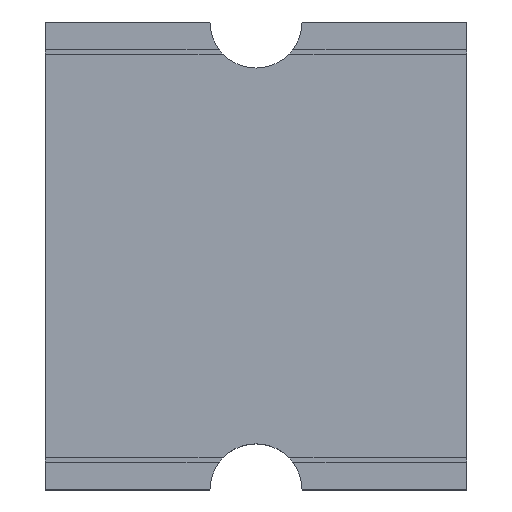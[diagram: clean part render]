
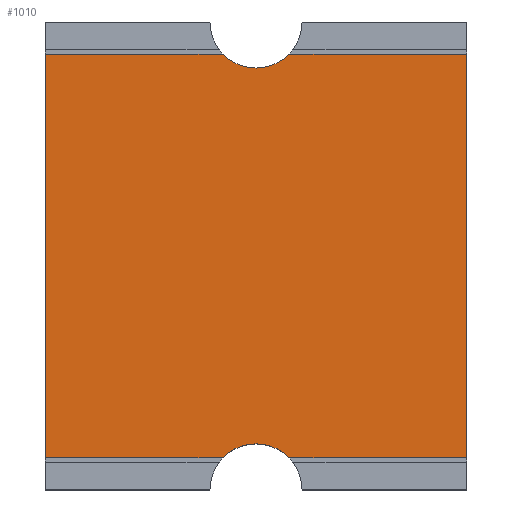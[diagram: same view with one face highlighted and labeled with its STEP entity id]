
A CAD part, top view. The second image highlights one B-rep face of the part: STEP entity #1010.
In plain terms, the highlighted planar face has unit normal (0, 0, 1).
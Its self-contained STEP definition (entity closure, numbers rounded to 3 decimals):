
#371 = VERTEX_POINT('',#372);
#372 = CARTESIAN_POINT('',(-2.288,2.19,0.7));
#378 = EDGE_CURVE('',#371,#379,#381,.T.);
#379 = VERTEX_POINT('',#380);
#380 = CARTESIAN_POINT('',(-2.288,-2.19,0.7));
#381 = LINE('',#382,#383);
#382 = CARTESIAN_POINT('',(-2.288,2.19,0.7));
#383 = VECTOR('',#384,1.);
#384 = DIRECTION('',(0.,-1.,0.));
#642 = VERTEX_POINT('',#643);
#643 = CARTESIAN_POINT('',(0.357,2.19,0.7));
#649 = EDGE_CURVE('',#642,#650,#652,.T.);
#650 = VERTEX_POINT('',#651);
#651 = CARTESIAN_POINT('',(-0.357,2.19,0.7));
#652 = CIRCLE('',#653,0.5);
#653 = AXIS2_PLACEMENT_3D('',#654,#655,#656);
#654 = CARTESIAN_POINT('',(0.,2.54,0.7));
#655 = DIRECTION('',(0.,0.,-1.));
#656 = DIRECTION('',(0.714,-0.7,0.));
#787 = VERTEX_POINT('',#788);
#788 = CARTESIAN_POINT('',(2.288,-2.19,0.7));
#794 = EDGE_CURVE('',#787,#795,#797,.T.);
#795 = VERTEX_POINT('',#796);
#796 = CARTESIAN_POINT('',(2.288,2.19,0.7));
#797 = LINE('',#798,#799);
#798 = CARTESIAN_POINT('',(2.288,-2.19,0.7));
#799 = VECTOR('',#800,1.);
#800 = DIRECTION('',(0.,1.,0.));
#931 = VERTEX_POINT('',#932);
#932 = CARTESIAN_POINT('',(-0.357,-2.19,0.7));
#938 = EDGE_CURVE('',#931,#939,#941,.T.);
#939 = VERTEX_POINT('',#940);
#940 = CARTESIAN_POINT('',(0.357,-2.19,0.7));
#941 = CIRCLE('',#942,0.5);
#942 = AXIS2_PLACEMENT_3D('',#943,#944,#945);
#943 = CARTESIAN_POINT('',(0.,-2.54,0.7));
#944 = DIRECTION('',(0.,0.,-1.));
#945 = DIRECTION('',(-0.714,0.7,0.));
#1010 = ADVANCED_FACE('',(#1011),#1041,.T.);
#1011 = FACE_BOUND('',#1012,.F.);
#1012 = EDGE_LOOP('',(#1013,#1019,#1020,#1026,#1027,#1033,#1034,#1040));
#1013 = ORIENTED_EDGE('',*,*,#1014,.F.);
#1014 = EDGE_CURVE('',#379,#931,#1015,.T.);
#1015 = LINE('',#1016,#1017);
#1016 = CARTESIAN_POINT('',(-2.288,-2.19,0.7));
#1017 = VECTOR('',#1018,1.);
#1018 = DIRECTION('',(1.,0.,0.));
#1019 = ORIENTED_EDGE('',*,*,#378,.F.);
#1020 = ORIENTED_EDGE('',*,*,#1021,.T.);
#1021 = EDGE_CURVE('',#371,#650,#1022,.T.);
#1022 = LINE('',#1023,#1024);
#1023 = CARTESIAN_POINT('',(-2.288,2.19,0.7));
#1024 = VECTOR('',#1025,1.);
#1025 = DIRECTION('',(1.,0.,0.));
#1026 = ORIENTED_EDGE('',*,*,#649,.F.);
#1027 = ORIENTED_EDGE('',*,*,#1028,.T.);
#1028 = EDGE_CURVE('',#642,#795,#1029,.T.);
#1029 = LINE('',#1030,#1031);
#1030 = CARTESIAN_POINT('',(0.357,2.19,0.7));
#1031 = VECTOR('',#1032,1.);
#1032 = DIRECTION('',(1.,0.,0.));
#1033 = ORIENTED_EDGE('',*,*,#794,.F.);
#1034 = ORIENTED_EDGE('',*,*,#1035,.F.);
#1035 = EDGE_CURVE('',#939,#787,#1036,.T.);
#1036 = LINE('',#1037,#1038);
#1037 = CARTESIAN_POINT('',(0.357,-2.19,0.7));
#1038 = VECTOR('',#1039,1.);
#1039 = DIRECTION('',(1.,0.,0.));
#1040 = ORIENTED_EDGE('',*,*,#938,.F.);
#1041 = PLANE('',#1042);
#1042 = AXIS2_PLACEMENT_3D('',#1043,#1044,#1045);
#1043 = CARTESIAN_POINT('',(0.,0.,0.7));
#1044 = DIRECTION('',(0.,0.,1.));
#1045 = DIRECTION('',(0.,-1.,0.));
